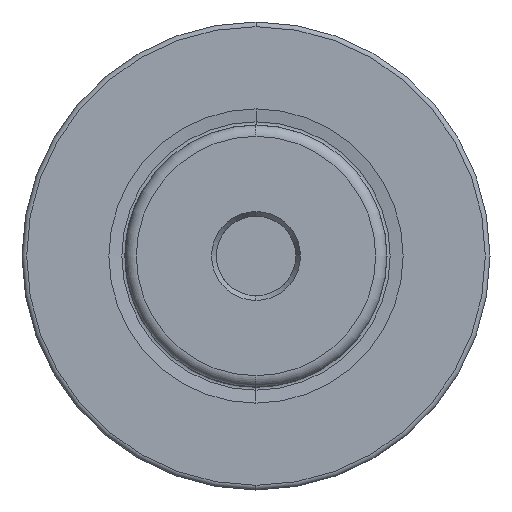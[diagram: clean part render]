
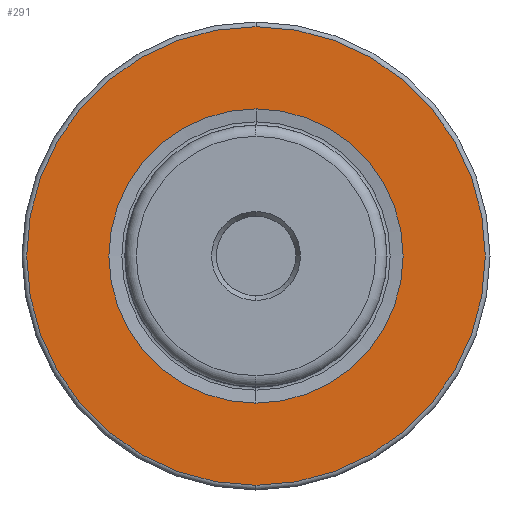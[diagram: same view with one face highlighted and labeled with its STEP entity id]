
A CAD part, left-side view. The second image highlights one B-rep face of the part: STEP entity #291.
In plain terms, the highlighted planar face has unit normal (-1, 0, 0).
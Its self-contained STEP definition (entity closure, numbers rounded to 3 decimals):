
#55 = VERTEX_POINT ( 'NONE', #1708 ) ;
#106 = PLANE ( 'NONE',  #5745 ) ;
#133 = FACE_OUTER_BOUND ( 'NONE', #806, .T. ) ;
#186 = EDGE_CURVE ( 'NONE', #385, #5192, #1310, .T. ) ;
#192 = CARTESIAN_POINT ( 'NONE',  ( 0., 0., 15.715 ) ) ;
#237 = VERTEX_POINT ( 'NONE', #192 ) ;
#256 = EDGE_CURVE ( 'NONE', #55, #237, #5270, .T. ) ;
#291 = ADVANCED_FACE ( 'NONE', ( #4152, #133 ), #106, .F. ) ;
#324 = DIRECTION ( 'NONE',  ( 0., 0., 1. ) ) ;
#361 = AXIS2_PLACEMENT_3D ( 'NONE', #5047, #1828, #1020 ) ;
#385 = VERTEX_POINT ( 'NONE', #2171 ) ;
#411 = CARTESIAN_POINT ( 'NONE',  ( 0., 0., 0. ) ) ;
#634 = CARTESIAN_POINT ( 'NONE',  ( 0., 0., 0. ) ) ;
#701 = EDGE_CURVE ( 'NONE', #5192, #385, #4521, .T. ) ;
#806 = EDGE_LOOP ( 'NONE', ( #4030, #2145 ) ) ;
#1020 = DIRECTION ( 'NONE',  ( 0., 0., 1. ) ) ;
#1088 = ORIENTED_EDGE ( 'NONE', *, *, #256, .F. ) ;
#1167 = CIRCLE ( 'NONE', #2878, 15.715 ) ;
#1310 = CIRCLE ( 'NONE', #361, 24.5 ) ;
#1471 = EDGE_LOOP ( 'NONE', ( #1683, #1088 ) ) ;
#1496 = AXIS2_PLACEMENT_3D ( 'NONE', #634, #4241, #4180 ) ;
#1683 = ORIENTED_EDGE ( 'NONE', *, *, #4783, .F. ) ;
#1708 = CARTESIAN_POINT ( 'NONE',  ( 0., 0., -15.715 ) ) ;
#1828 = DIRECTION ( 'NONE',  ( -1., 0., 0. ) ) ;
#1912 = DIRECTION ( 'NONE',  ( 1., 0., 0. ) ) ;
#1973 = AXIS2_PLACEMENT_3D ( 'NONE', #2674, #2610, #324 ) ;
#2145 = ORIENTED_EDGE ( 'NONE', *, *, #186, .T. ) ;
#2171 = CARTESIAN_POINT ( 'NONE',  ( 0., 0., -24.5 ) ) ;
#2189 = DIRECTION ( 'NONE',  ( -1., 0., 0. ) ) ;
#2610 = DIRECTION ( 'NONE',  ( -1., 0., 0. ) ) ;
#2674 = CARTESIAN_POINT ( 'NONE',  ( 0., 0., 0. ) ) ;
#2878 = AXIS2_PLACEMENT_3D ( 'NONE', #411, #2189, #5383 ) ;
#3710 = DIRECTION ( 'NONE',  ( 0., 0., -1. ) ) ;
#4030 = ORIENTED_EDGE ( 'NONE', *, *, #701, .T. ) ;
#4152 = FACE_BOUND ( 'NONE', #1471, .T. ) ;
#4180 = DIRECTION ( 'NONE',  ( 0., 0., 1. ) ) ;
#4241 = DIRECTION ( 'NONE',  ( -1., 0., 0. ) ) ;
#4521 = CIRCLE ( 'NONE', #1973, 24.5 ) ;
#4615 = CARTESIAN_POINT ( 'NONE',  ( 0., 0., 24.5 ) ) ;
#4783 = EDGE_CURVE ( 'NONE', #237, #55, #1167, .T. ) ;
#5047 = CARTESIAN_POINT ( 'NONE',  ( 0., 0., 0. ) ) ;
#5192 = VERTEX_POINT ( 'NONE', #4615 ) ;
#5270 = CIRCLE ( 'NONE', #1496, 15.715 ) ;
#5383 = DIRECTION ( 'NONE',  ( 0., 0., 1. ) ) ;
#5525 = CARTESIAN_POINT ( 'NONE',  ( 0., 15.715, 0. ) ) ;
#5745 = AXIS2_PLACEMENT_3D ( 'NONE', #5525, #1912, #3710 ) ;
